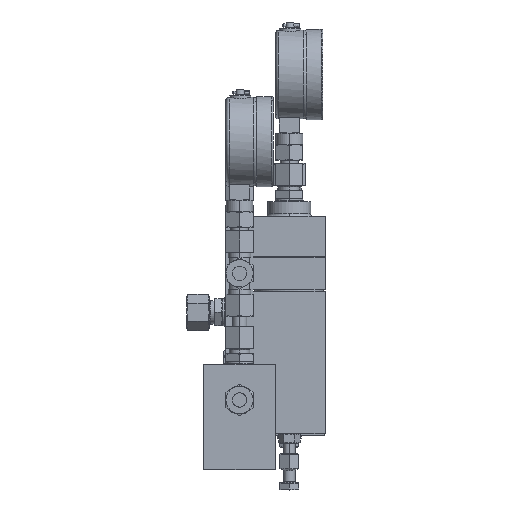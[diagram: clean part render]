
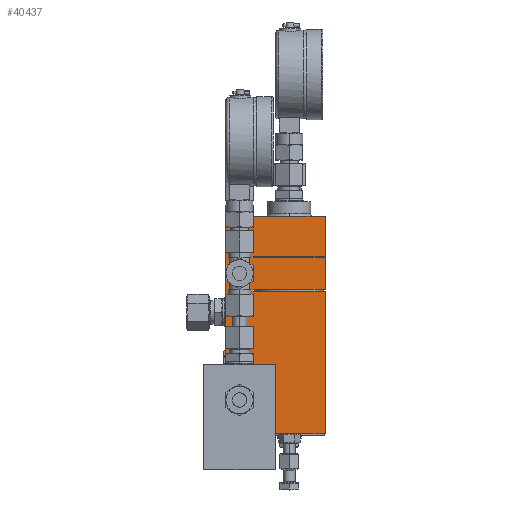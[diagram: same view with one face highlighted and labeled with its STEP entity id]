
A CAD part, top view. The second image highlights one B-rep face of the part: STEP entity #40437.
In plain terms, the highlighted planar face has unit normal (0, 0, 1).
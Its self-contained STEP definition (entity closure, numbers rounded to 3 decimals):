
#519 = VECTOR ( 'NONE', #43061, 1000. ) ;
#844 = VECTOR ( 'NONE', #12407, 1000. ) ;
#911 = EDGE_CURVE ( 'NONE', #36337, #35264, #12135, .T. ) ;
#1125 = ORIENTED_EDGE ( 'NONE', *, *, #28810, .F. ) ;
#1425 = CARTESIAN_POINT ( 'NONE',  ( -19.5, 40.12, 97. ) ) ;
#1428 = CARTESIAN_POINT ( 'NONE',  ( 0., -79.88, 97. ) ) ;
#1469 = LINE ( 'NONE', #27497, #27045 ) ;
#1855 = EDGE_CURVE ( 'NONE', #13044, #36337, #13169, .T. ) ;
#2348 = LINE ( 'NONE', #35698, #31107 ) ;
#2658 = ORIENTED_EDGE ( 'NONE', *, *, #1855, .F. ) ;
#2955 = VERTEX_POINT ( 'NONE', #44132 ) ;
#3157 = DIRECTION ( 'NONE',  ( 1., 0., 0. ) ) ;
#3394 = EDGE_CURVE ( 'NONE', #21986, #16002, #37415, .T. ) ;
#4766 = LINE ( 'NONE', #11832, #23291 ) ;
#4910 = PLANE ( 'NONE',  #40446 ) ;
#5312 = CARTESIAN_POINT ( 'NONE',  ( -9.75, 0.12, 97. ) ) ;
#5770 = LINE ( 'NONE', #11457, #42607 ) ;
#6324 = CARTESIAN_POINT ( 'NONE',  ( 0., -11., 97. ) ) ;
#7698 = ORIENTED_EDGE ( 'NONE', *, *, #15820, .T. ) ;
#7881 = DIRECTION ( 'NONE',  ( 0., -1., 0. ) ) ;
#8007 = CIRCLE ( 'NONE', #16930, 8.36 ) ;
#8063 = EDGE_CURVE ( 'NONE', #24776, #19127, #9286, .T. ) ;
#8402 = DIRECTION ( 'NONE',  ( 0., 0., -1. ) ) ;
#8718 = VERTEX_POINT ( 'NONE', #42769 ) ;
#8755 = ORIENTED_EDGE ( 'NONE', *, *, #16412, .F. ) ;
#8783 = DIRECTION ( 'NONE',  ( 0., 1., 0. ) ) ;
#9286 = LINE ( 'NONE', #27077, #27835 ) ;
#9429 = EDGE_CURVE ( 'NONE', #8718, #13044, #41187, .T. ) ;
#9437 = CARTESIAN_POINT ( 'NONE',  ( 0., 11., 97. ) ) ;
#9935 = CARTESIAN_POINT ( 'NONE',  ( 0., 12.12, 97. ) ) ;
#10852 = ORIENTED_EDGE ( 'NONE', *, *, #12597, .F. ) ;
#10865 = VECTOR ( 'NONE', #36709, 1000. ) ;
#11003 = VECTOR ( 'NONE', #24609, 1000. ) ;
#11361 = CARTESIAN_POINT ( 'NONE',  ( -9.75, 0.12, 97. ) ) ;
#11457 = CARTESIAN_POINT ( 'NONE',  ( 0., 40.12, 97. ) ) ;
#11645 = VERTEX_POINT ( 'NONE', #12362 ) ;
#11832 = CARTESIAN_POINT ( 'NONE',  ( 50., 11., 97. ) ) ;
#11896 = DIRECTION ( 'NONE',  ( -1., 0., 0. ) ) ;
#12093 = CARTESIAN_POINT ( 'NONE',  ( 50., -11., 97. ) ) ;
#12135 = LINE ( 'NONE', #32418, #11003 ) ;
#12256 = CARTESIAN_POINT ( 'NONE',  ( 50., 11., 97. ) ) ;
#12362 = CARTESIAN_POINT ( 'NONE',  ( 0., -12.12, 97. ) ) ;
#12407 = DIRECTION ( 'NONE',  ( 1., 0., 0. ) ) ;
#12597 = EDGE_CURVE ( 'NONE', #27866, #34815, #8007, .T. ) ;
#13044 = VERTEX_POINT ( 'NONE', #17568 ) ;
#13169 = LINE ( 'NONE', #20870, #30533 ) ;
#13526 = ORIENTED_EDGE ( 'NONE', *, *, #911, .F. ) ;
#13601 = VECTOR ( 'NONE', #42394, 1000. ) ;
#14896 = DIRECTION ( 'NONE',  ( 0., 1., 0. ) ) ;
#15240 = EDGE_CURVE ( 'NONE', #21986, #24776, #1469, .T. ) ;
#15348 = DIRECTION ( 'NONE',  ( 0., -1., 0. ) ) ;
#15394 = ORIENTED_EDGE ( 'NONE', *, *, #32995, .F. ) ;
#15820 = EDGE_CURVE ( 'NONE', #19127, #40677, #5770, .T. ) ;
#16002 = VERTEX_POINT ( 'NONE', #9437 ) ;
#16412 = EDGE_CURVE ( 'NONE', #16002, #26910, #20458, .T. ) ;
#16446 = CARTESIAN_POINT ( 'NONE',  ( 50., 40.12, 97. ) ) ;
#16930 = AXIS2_PLACEMENT_3D ( 'NONE', #11361, #35601, #14896 ) ;
#17135 = CARTESIAN_POINT ( 'NONE',  ( -19.5, -79.88, 97. ) ) ;
#17568 = CARTESIAN_POINT ( 'NONE',  ( 0., -111.62, 97. ) ) ;
#18340 = FACE_BOUND ( 'NONE', #22616, .T. ) ;
#18372 = EDGE_CURVE ( 'NONE', #32189, #11645, #2348, .T. ) ;
#18673 = CARTESIAN_POINT ( 'NONE',  ( 50., 12.12, 97. ) ) ;
#19080 = LINE ( 'NONE', #1425, #519 ) ;
#19127 = VERTEX_POINT ( 'NONE', #16446 ) ;
#19174 = ORIENTED_EDGE ( 'NONE', *, *, #3394, .F. ) ;
#20458 = LINE ( 'NONE', #12256, #844 ) ;
#20870 = CARTESIAN_POINT ( 'NONE',  ( 0., -98.12, 97. ) ) ;
#20939 = VERTEX_POINT ( 'NONE', #12093 ) ;
#21064 = DIRECTION ( 'NONE',  ( 1., 0., 0. ) ) ;
#21850 = DIRECTION ( 'NONE',  ( -1., 0., 0. ) ) ;
#21986 = VERTEX_POINT ( 'NONE', #9935 ) ;
#22316 = AXIS2_PLACEMENT_3D ( 'NONE', #5312, #29646, #8783 ) ;
#22616 = EDGE_LOOP ( 'NONE', ( #10852, #1125 ) ) ;
#23291 = VECTOR ( 'NONE', #15348, 1000. ) ;
#23422 = ORIENTED_EDGE ( 'NONE', *, *, #32792, .F. ) ;
#24495 = VECTOR ( 'NONE', #21064, 1000. ) ;
#24609 = DIRECTION ( 'NONE',  ( -1., 0., 0. ) ) ;
#24776 = VERTEX_POINT ( 'NONE', #18673 ) ;
#25039 = ORIENTED_EDGE ( 'NONE', *, *, #35882, .F. ) ;
#25278 = CARTESIAN_POINT ( 'NONE',  ( 50., -98.12, 97. ) ) ;
#25539 = EDGE_CURVE ( 'NONE', #26910, #20939, #4766, .T. ) ;
#26910 = VERTEX_POINT ( 'NONE', #39513 ) ;
#27045 = VECTOR ( 'NONE', #3157, 1000. ) ;
#27077 = CARTESIAN_POINT ( 'NONE',  ( 50., 50.12, 97. ) ) ;
#27497 = CARTESIAN_POINT ( 'NONE',  ( 50., 12.12, 97. ) ) ;
#27835 = VECTOR ( 'NONE', #40717, 1000. ) ;
#27866 = VERTEX_POINT ( 'NONE', #40685 ) ;
#28642 = FACE_OUTER_BOUND ( 'NONE', #34580, .T. ) ;
#28810 = EDGE_CURVE ( 'NONE', #34815, #27866, #32705, .T. ) ;
#28900 = ORIENTED_EDGE ( 'NONE', *, *, #25539, .F. ) ;
#29006 = CARTESIAN_POINT ( 'NONE',  ( 0., -79.88, 97. ) ) ;
#29646 = DIRECTION ( 'NONE',  ( 0., 0., 1. ) ) ;
#30533 = VECTOR ( 'NONE', #41508, 1000. ) ;
#30594 = CARTESIAN_POINT ( 'NONE',  ( -9.75, -8.24, 97. ) ) ;
#30811 = CARTESIAN_POINT ( 'NONE',  ( -19.5, 40.12, 97. ) ) ;
#31107 = VECTOR ( 'NONE', #42653, 1000. ) ;
#32189 = VERTEX_POINT ( 'NONE', #6324 ) ;
#32418 = CARTESIAN_POINT ( 'NONE',  ( 0., -79.88, 97. ) ) ;
#32673 = DIRECTION ( 'NONE',  ( 0., 1., 0. ) ) ;
#32705 = CIRCLE ( 'NONE', #22316, 8.36 ) ;
#32792 = EDGE_CURVE ( 'NONE', #11645, #2955, #41712, .T. ) ;
#32858 = LINE ( 'NONE', #25278, #40899 ) ;
#32995 = EDGE_CURVE ( 'NONE', #35264, #40677, #19080, .T. ) ;
#34580 = EDGE_LOOP ( 'NONE', ( #13526, #2658, #36840, #25039, #23422, #36381, #35844, #28900, #8755, #19174, #42912, #35889, #7698, #15394 ) ) ;
#34756 = CARTESIAN_POINT ( 'NONE',  ( 0., -12.12, 97. ) ) ;
#34815 = VERTEX_POINT ( 'NONE', #30594 ) ;
#35264 = VERTEX_POINT ( 'NONE', #17135 ) ;
#35453 = CARTESIAN_POINT ( 'NONE',  ( 50., -111.62, 97. ) ) ;
#35584 = LINE ( 'NONE', #36126, #44728 ) ;
#35601 = DIRECTION ( 'NONE',  ( 0., 0., 1. ) ) ;
#35698 = CARTESIAN_POINT ( 'NONE',  ( 0., -79.88, 97. ) ) ;
#35844 = ORIENTED_EDGE ( 'NONE', *, *, #40449, .F. ) ;
#35882 = EDGE_CURVE ( 'NONE', #2955, #8718, #32858, .T. ) ;
#35889 = ORIENTED_EDGE ( 'NONE', *, *, #8063, .T. ) ;
#36126 = CARTESIAN_POINT ( 'NONE',  ( 50., -11., 97. ) ) ;
#36337 = VERTEX_POINT ( 'NONE', #29006 ) ;
#36381 = ORIENTED_EDGE ( 'NONE', *, *, #18372, .F. ) ;
#36709 = DIRECTION ( 'NONE',  ( 0., -1., 0. ) ) ;
#36840 = ORIENTED_EDGE ( 'NONE', *, *, #9429, .F. ) ;
#37415 = LINE ( 'NONE', #40029, #10865 ) ;
#39513 = CARTESIAN_POINT ( 'NONE',  ( 50., 11., 97. ) ) ;
#40029 = CARTESIAN_POINT ( 'NONE',  ( 0., -79.88, 97. ) ) ;
#40437 = ADVANCED_FACE ( 'NONE', ( #18340, #28642 ), #4910, .F. ) ;
#40446 = AXIS2_PLACEMENT_3D ( 'NONE', #1428, #8402, #32673 ) ;
#40449 = EDGE_CURVE ( 'NONE', #20939, #32189, #35584, .T. ) ;
#40677 = VERTEX_POINT ( 'NONE', #30811 ) ;
#40685 = CARTESIAN_POINT ( 'NONE',  ( -9.75, 8.48, 97. ) ) ;
#40717 = DIRECTION ( 'NONE',  ( 0., 1., 0. ) ) ;
#40899 = VECTOR ( 'NONE', #7881, 1000. ) ;
#41187 = LINE ( 'NONE', #35453, #13601 ) ;
#41508 = DIRECTION ( 'NONE',  ( 0., 1., 0. ) ) ;
#41712 = LINE ( 'NONE', #34756, #24495 ) ;
#42394 = DIRECTION ( 'NONE',  ( -1., 0., 0. ) ) ;
#42607 = VECTOR ( 'NONE', #21850, 1000. ) ;
#42653 = DIRECTION ( 'NONE',  ( 0., -1., 0. ) ) ;
#42769 = CARTESIAN_POINT ( 'NONE',  ( 50., -111.62, 97. ) ) ;
#42912 = ORIENTED_EDGE ( 'NONE', *, *, #15240, .T. ) ;
#43061 = DIRECTION ( 'NONE',  ( 0., 1., 0. ) ) ;
#44132 = CARTESIAN_POINT ( 'NONE',  ( 50., -12.12, 97. ) ) ;
#44728 = VECTOR ( 'NONE', #11896, 1000. ) ;
